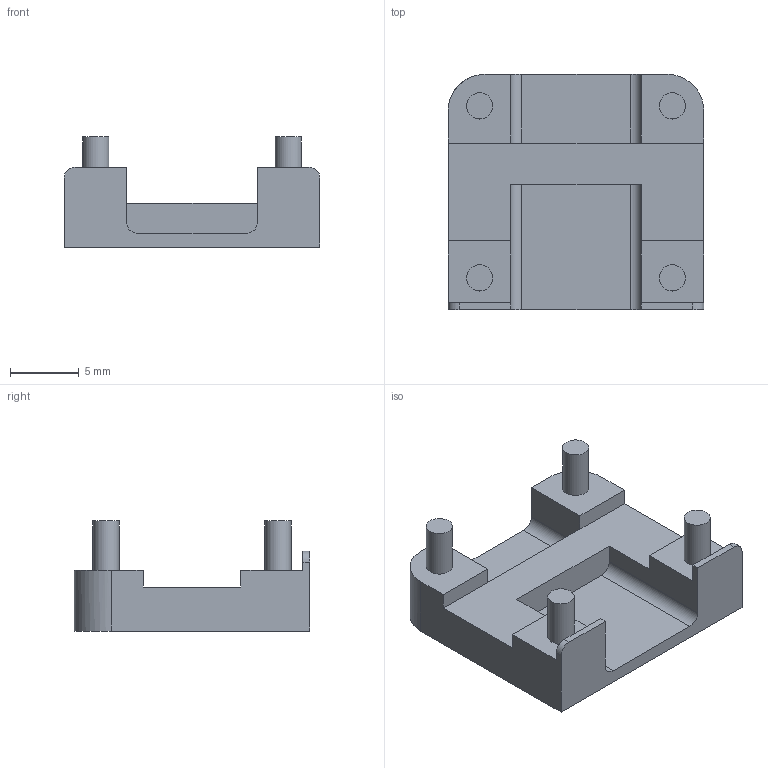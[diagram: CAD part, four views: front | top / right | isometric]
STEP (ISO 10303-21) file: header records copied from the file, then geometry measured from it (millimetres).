
FILE_DESCRIPTION(/* description */ (''),/* implementation_level */ '2;1');
FILE_NAME(/* name */ 'USB Port Insert v1.step',/* time_stamp */ '2024-01-14T14:43:37-05:00',/* author */ (''),/* organization */ (''),/* preprocessor_version */ 'ST-DEVELOPER v20',/* originating_system */ 'Autodesk Translation Framework v12.14.0.127',/* authorisation */ '');
FILE_SCHEMA (('AUTOMOTIVE_DESIGN { 1 0 10303 214 3 1 1 }'));
Length unit declared in the file: millimetre
Products named in the file (1): USB Port Insert
Bounding box: 18.6 x 17.1 x 8 mm (x, y, z)
Volume: 869.5 mm3; surface area: 1105.5 mm2
Topology: 1 solids, 1 shells, 43 faces, 109 edges, 72 vertices
Faces by surface type: plane 31, bspline 8, cylinder 4
Full cylindrical faces by diameter (mm): 1.9 x4
Entity records: 1356 total; most frequent: CARTESIAN_POINT 329, ORIENTED_EDGE 218, DIRECTION 173, EDGE_CURVE 109, LINE 85, VECTOR 85, VERTEX_POINT 72, EDGE_LOOP 47
